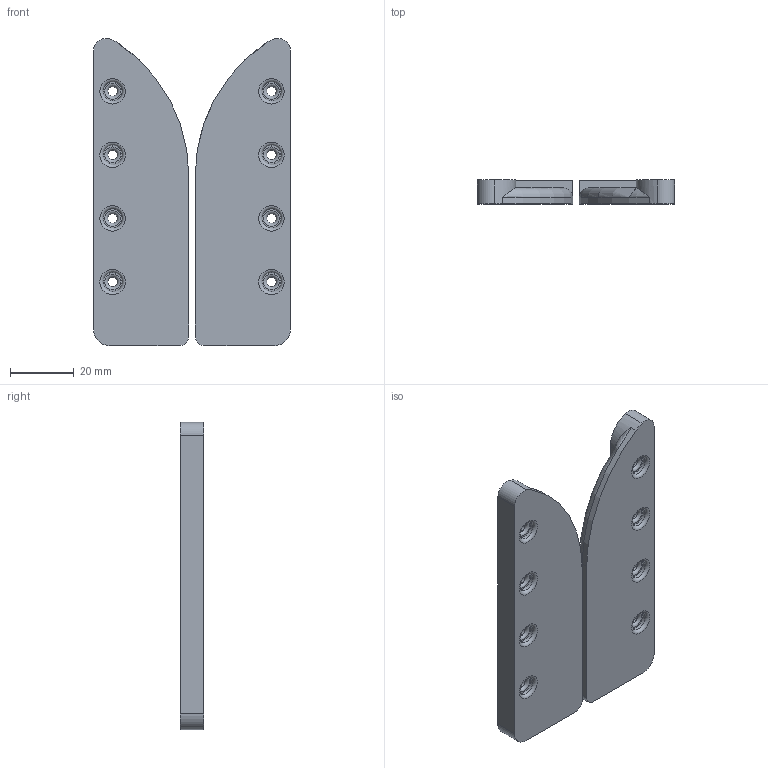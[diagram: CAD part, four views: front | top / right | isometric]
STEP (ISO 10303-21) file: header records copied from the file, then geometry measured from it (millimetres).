
FILE_DESCRIPTION(/* description */ (''),/* implementation_level */ '2;1');
FILE_NAME(/* name */ 'surface mount v2.stp',/* time_stamp */ '2021-10-12T21:21:39+01:00',/* author */ (''),/* organization */ (''),/* preprocessor_version */ 'ST-DEVELOPER v18.1',/* originating_system */ 'Autodesk Translation Framework v10.10.0.1391',/* authorisation */ '');
FILE_SCHEMA (('AUTOMOTIVE_DESIGN { 1 0 10303 214 3 1 1 }'));
Length unit declared in the file: millimetre
Products named in the file (2): surface mount; Component1
Assembly tree (1 placements, depth 2):
  surface mount
    Component1
Bounding box: 62 x 7.5 x 96.66 mm (x, y, z)
Volume: 30717.5 mm3; surface area: 14137.1 mm2
Topology: 2 solids, 2 shells, 70 faces, 172 edges, 114 vertices
Faces by surface type: cylinder 28, plane 24, torus 18
Full cylindrical faces by diameter (mm): 3 x8, 6 x8
Entity records: 2238 total; most frequent: DIRECTION 424, CARTESIAN_POINT 389, ORIENTED_EDGE 344, AXIS2_PLACEMENT_3D 181, EDGE_CURVE 172, VERTEX_POINT 114, CIRCLE 108, EDGE_LOOP 94
